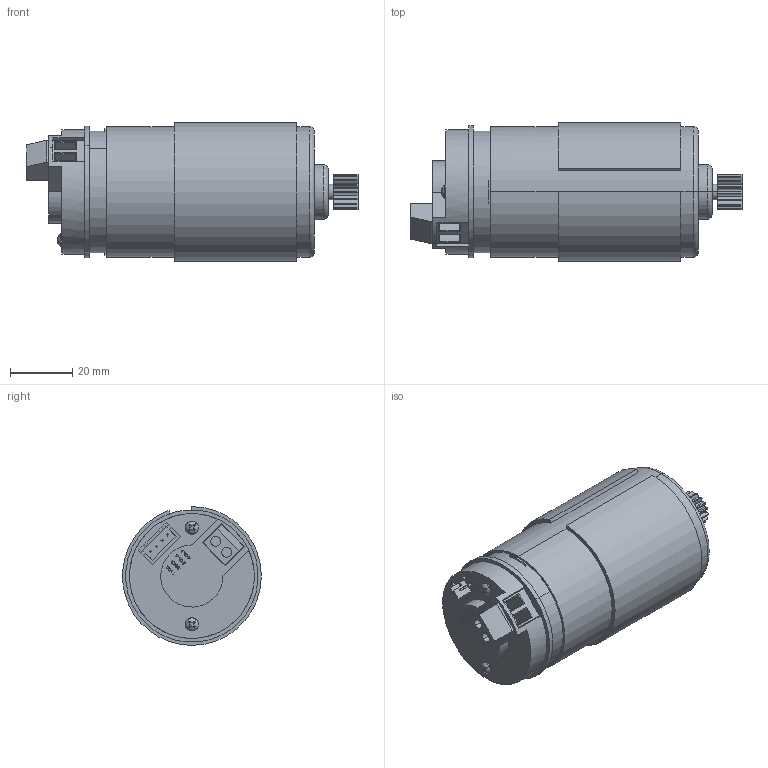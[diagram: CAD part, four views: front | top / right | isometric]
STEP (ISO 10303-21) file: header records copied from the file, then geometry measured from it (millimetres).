
FILE_DESCRIPTION (( 'STEP AP203' ), '1' );
FILE_NAME ('am-3108 RS775-5 Motor with Encoder for PG71 and PG188 Gearbox.STEP', '2025-03-27T14:29:33', ( '' ), ( '' ), 'SwSTEP 2.0', 'SolidWorks 2024', '' );
FILE_SCHEMA (( 'CONFIG_CONTROL_DESIGN' ));
Length unit declared in the file: millimetre
Products named in the file (3): am-3108 RS775-5 Motor with Encoder for PG71 and PG188 Gearbox; 17T 0.6MOD 5mm; RS775-5 with Encoder
Assembly tree (2 placements, depth 2):
  am-3108 RS775-5 Motor with Encoder for PG71 and PG188 Gearbox
    RS775-5 with Encoder
    17T 0.6MOD 5mm
Bounding box: 106.44 x 44.43 x 44.5 mm (x, y, z)
Volume: 42679.7 mm3; surface area: 32152.3 mm2
Topology: 5 solids, 5 shells, 690 faces, 1836 edges, 1202 vertices
Faces by surface type: plane 317, cylinder 194, bspline 127, torus 26, cone 22, sphere 4
Entity records: 28939 total; most frequent: CARTESIAN_POINT 12306, ORIENTED_EDGE 3672, DIRECTION 3034, EDGE_CURVE 1836, VERTEX_POINT 1202, LINE 1018, VECTOR 1018, AXIS2_PLACEMENT_3D 1008
